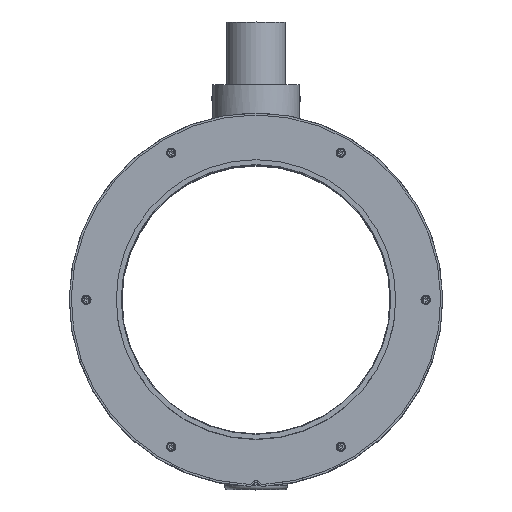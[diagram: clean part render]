
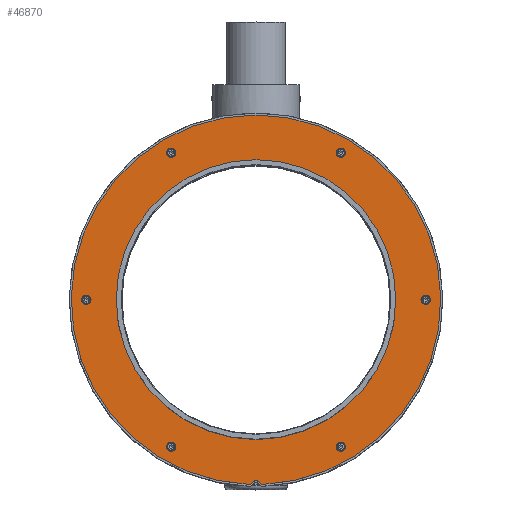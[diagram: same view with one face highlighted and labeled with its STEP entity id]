
A CAD part, top view. The second image highlights one B-rep face of the part: STEP entity #46870.
In plain terms, the highlighted planar face has unit normal (0, 0, 1).
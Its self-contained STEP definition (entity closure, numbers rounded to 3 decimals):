
#597 = CIRCLE ( 'NONE', #20008, 6. ) ;
#2903 = VERTEX_POINT ( 'NONE', #5569 ) ;
#3638 = CARTESIAN_POINT ( 'NONE',  ( -107.925, 186.932, 123. ) ) ;
#4044 = AXIS2_PLACEMENT_3D ( 'NONE', #33843, #10806, #7343 ) ;
#4474 = ORIENTED_EDGE ( 'NONE', *, *, #47310, .F. ) ;
#4798 = DIRECTION ( 'NONE',  ( 1., 0., 0. ) ) ;
#5360 = ORIENTED_EDGE ( 'NONE', *, *, #6713, .F. ) ;
#5457 = CARTESIAN_POINT ( 'NONE',  ( 107.925, 186.932, 123. ) ) ;
#5465 = DIRECTION ( 'NONE',  ( 0., 0., -1. ) ) ;
#5569 = CARTESIAN_POINT ( 'NONE',  ( 8.752, -234.837, 123. ) ) ;
#5753 = DIRECTION ( 'NONE',  ( 0., 0., 1. ) ) ;
#5803 = AXIS2_PLACEMENT_3D ( 'NONE', #41442, #33492, #11362 ) ;
#6359 = DIRECTION ( 'NONE',  ( 0., 0., 1. ) ) ;
#6713 = EDGE_CURVE ( 'NONE', #20664, #20664, #7899, .T. ) ;
#6880 = CIRCLE ( 'NONE', #13855, 177.8 ) ;
#7343 = DIRECTION ( 'NONE',  ( -1., 0., 0. ) ) ;
#7899 = CIRCLE ( 'NONE', #22682, 6. ) ;
#8130 = EDGE_LOOP ( 'NONE', ( #37169 ) ) ;
#8306 = AXIS2_PLACEMENT_3D ( 'NONE', #36140, #47825, #35660 ) ;
#8316 = EDGE_CURVE ( 'NONE', #44712, #26844, #17680, .T. ) ;
#8550 = ORIENTED_EDGE ( 'NONE', *, *, #21487, .F. ) ;
#8850 = ORIENTED_EDGE ( 'NONE', *, *, #33296, .F. ) ;
#9048 = ORIENTED_EDGE ( 'NONE', *, *, #8316, .F. ) ;
#9049 = CARTESIAN_POINT ( 'NONE',  ( -113.925, -186.932, 123. ) ) ;
#9253 = EDGE_LOOP ( 'NONE', ( #4474 ) ) ;
#9821 = CARTESIAN_POINT ( 'NONE',  ( -4.283, -114.92, 123. ) ) ;
#9900 = DIRECTION ( 'NONE',  ( -1., 0., 0. ) ) ;
#9959 = DIRECTION ( 'NONE',  ( 0., 0., -1. ) ) ;
#10292 = CARTESIAN_POINT ( 'NONE',  ( 0., -235., 123. ) ) ;
#10806 = DIRECTION ( 'NONE',  ( 0., 0., 1. ) ) ;
#11338 = EDGE_CURVE ( 'NONE', #21873, #21873, #14839, .T. ) ;
#11362 = DIRECTION ( 'NONE',  ( 1., 0., 0. ) ) ;
#12042 = VERTEX_POINT ( 'NONE', #27104 ) ;
#13217 = DIRECTION ( 'NONE',  ( 0., 0., 1. ) ) ;
#13291 = CIRCLE ( 'NONE', #47495, 6. ) ;
#13460 = FACE_BOUND ( 'NONE', #9253, .T. ) ;
#13576 = DIRECTION ( 'NONE',  ( -1., 0., 0. ) ) ;
#13855 = AXIS2_PLACEMENT_3D ( 'NONE', #38082, #14981, #4798 ) ;
#14077 = CARTESIAN_POINT ( 'NONE',  ( -113.925, 186.932, 123. ) ) ;
#14184 = DIRECTION ( 'NONE',  ( -1., 0., 0. ) ) ;
#14696 = ORIENTED_EDGE ( 'NONE', *, *, #17722, .F. ) ;
#14839 = CIRCLE ( 'NONE', #17997, 6. ) ;
#14899 = CIRCLE ( 'NONE', #4044, 6. ) ;
#14981 = DIRECTION ( 'NONE',  ( 0., 0., 1. ) ) ;
#16093 = VERTEX_POINT ( 'NONE', #34807 ) ;
#16400 = PLANE ( 'NONE',  #24514 ) ;
#16623 = FACE_OUTER_BOUND ( 'NONE', #25121, .T. ) ;
#16690 = CARTESIAN_POINT ( 'NONE',  ( -107.925, -186.932, 123. ) ) ;
#17534 = AXIS2_PLACEMENT_3D ( 'NONE', #16690, #5753, #9900 ) ;
#17680 = CIRCLE ( 'NONE', #44802, 5. ) ;
#17722 = EDGE_CURVE ( 'NONE', #26844, #25545, #19908, .T. ) ;
#17997 = AXIS2_PLACEMENT_3D ( 'NONE', #3638, #33276, #45399 ) ;
#19143 = AXIS2_PLACEMENT_3D ( 'NONE', #20659, #9959, #13576 ) ;
#19599 = CARTESIAN_POINT ( 'NONE',  ( 177.8, 0., 123. ) ) ;
#19748 = VERTEX_POINT ( 'NONE', #9049 ) ;
#19908 = CIRCLE ( 'NONE', #19143, 5. ) ;
#20008 = AXIS2_PLACEMENT_3D ( 'NONE', #44992, #23623, #30660 ) ;
#20311 = DIRECTION ( 'NONE',  ( -1., 0., 0. ) ) ;
#20659 = CARTESIAN_POINT ( 'NONE',  ( -8.566, -229.84, 123. ) ) ;
#20664 = VERTEX_POINT ( 'NONE', #35456 ) ;
#20666 = CIRCLE ( 'NONE', #17534, 6. ) ;
#21374 = ORIENTED_EDGE ( 'NONE', *, *, #35016, .F. ) ;
#21487 = EDGE_CURVE ( 'NONE', #25545, #2903, #36991, .T. ) ;
#21858 = EDGE_CURVE ( 'NONE', #12042, #12042, #597, .T. ) ;
#21873 = VERTEX_POINT ( 'NONE', #14077 ) ;
#22166 = CARTESIAN_POINT ( 'NONE',  ( 4.283, -232.42, 123. ) ) ;
#22682 = AXIS2_PLACEMENT_3D ( 'NONE', #45768, #22919, #41103 ) ;
#22919 = DIRECTION ( 'NONE',  ( 0., 0., 1. ) ) ;
#23100 = ORIENTED_EDGE ( 'NONE', *, *, #29126, .F. ) ;
#23623 = DIRECTION ( 'NONE',  ( 0., 0., 1. ) ) ;
#23723 = VERTEX_POINT ( 'NONE', #19599 ) ;
#24514 = AXIS2_PLACEMENT_3D ( 'NONE', #9821, #5465, #14184 ) ;
#25121 = EDGE_LOOP ( 'NONE', ( #14696, #9048, #21374, #8550 ) ) ;
#25545 = VERTEX_POINT ( 'NONE', #43599 ) ;
#26844 = VERTEX_POINT ( 'NONE', #28019 ) ;
#27061 = EDGE_LOOP ( 'NONE', ( #45521 ) ) ;
#27104 = CARTESIAN_POINT ( 'NONE',  ( 101.925, -186.932, 123. ) ) ;
#27437 = EDGE_LOOP ( 'NONE', ( #5360 ) ) ;
#28019 = CARTESIAN_POINT ( 'NONE',  ( -4.283, -232.42, 123. ) ) ;
#28305 = FACE_BOUND ( 'NONE', #39279, .T. ) ;
#28523 = DIRECTION ( 'NONE',  ( -1., 0., 0. ) ) ;
#29126 = EDGE_CURVE ( 'NONE', #23723, #23723, #6880, .T. ) ;
#30660 = DIRECTION ( 'NONE',  ( -1., 0., 0. ) ) ;
#31660 = EDGE_LOOP ( 'NONE', ( #8850 ) ) ;
#31882 = ORIENTED_EDGE ( 'NONE', *, *, #43370, .F. ) ;
#32454 = CARTESIAN_POINT ( 'NONE',  ( -221.85, 0., 123. ) ) ;
#33276 = DIRECTION ( 'NONE',  ( 0., 0., 1. ) ) ;
#33296 = EDGE_CURVE ( 'NONE', #42623, #42623, #14899, .T. ) ;
#33492 = DIRECTION ( 'NONE',  ( 0., 0., -1. ) ) ;
#33843 = CARTESIAN_POINT ( 'NONE',  ( -215.85, 0., 123. ) ) ;
#34807 = CARTESIAN_POINT ( 'NONE',  ( 101.925, 186.932, 123. ) ) ;
#35016 = EDGE_CURVE ( 'NONE', #2903, #44712, #46953, .T. ) ;
#35456 = CARTESIAN_POINT ( 'NONE',  ( 209.85, 0., 123. ) ) ;
#35660 = DIRECTION ( 'NONE',  ( -1., 0., 0. ) ) ;
#36140 = CARTESIAN_POINT ( 'NONE',  ( 0., 0., 123. ) ) ;
#36991 = CIRCLE ( 'NONE', #8306, 235. ) ;
#37169 = ORIENTED_EDGE ( 'NONE', *, *, #11338, .F. ) ;
#38082 = CARTESIAN_POINT ( 'NONE',  ( 0., 0., 123. ) ) ;
#39279 = EDGE_LOOP ( 'NONE', ( #23100 ) ) ;
#41103 = DIRECTION ( 'NONE',  ( -1., 0., 0. ) ) ;
#41115 = EDGE_LOOP ( 'NONE', ( #31882 ) ) ;
#41442 = CARTESIAN_POINT ( 'NONE',  ( 8.566, -229.84, 123. ) ) ;
#42347 = FACE_BOUND ( 'NONE', #31660, .T. ) ;
#42603 = FACE_BOUND ( 'NONE', #8130, .T. ) ;
#42623 = VERTEX_POINT ( 'NONE', #32454 ) ;
#43370 = EDGE_CURVE ( 'NONE', #16093, #16093, #13291, .T. ) ;
#43599 = CARTESIAN_POINT ( 'NONE',  ( -8.752, -234.837, 123. ) ) ;
#44712 = VERTEX_POINT ( 'NONE', #22166 ) ;
#44802 = AXIS2_PLACEMENT_3D ( 'NONE', #10292, #6359, #28523 ) ;
#44992 = CARTESIAN_POINT ( 'NONE',  ( 107.925, -186.932, 123. ) ) ;
#45399 = DIRECTION ( 'NONE',  ( -1., 0., 0. ) ) ;
#45521 = ORIENTED_EDGE ( 'NONE', *, *, #21858, .F. ) ;
#45768 = CARTESIAN_POINT ( 'NONE',  ( 215.85, 0., 123. ) ) ;
#46298 = FACE_BOUND ( 'NONE', #27061, .T. ) ;
#46551 = FACE_BOUND ( 'NONE', #41115, .T. ) ;
#46786 = FACE_BOUND ( 'NONE', #27437, .T. ) ;
#46870 = ADVANCED_FACE ( 'NONE', ( #16623, #46786, #46298, #13460, #42347, #42603, #46551, #28305 ), #16400, .F. ) ;
#46953 = CIRCLE ( 'NONE', #5803, 5. ) ;
#47310 = EDGE_CURVE ( 'NONE', #19748, #19748, #20666, .T. ) ;
#47495 = AXIS2_PLACEMENT_3D ( 'NONE', #5457, #13217, #20311 ) ;
#47825 = DIRECTION ( 'NONE',  ( 0., 0., -1. ) ) ;
